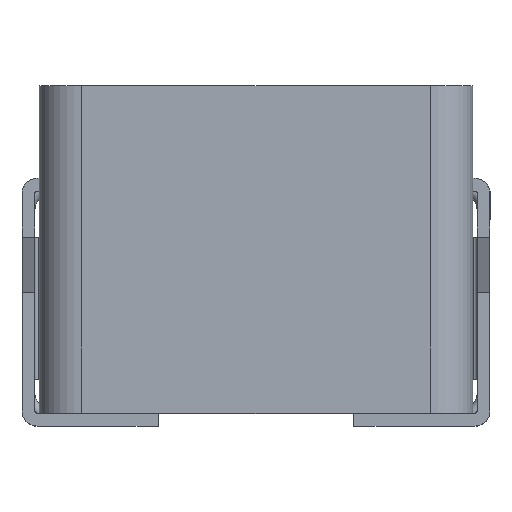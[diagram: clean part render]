
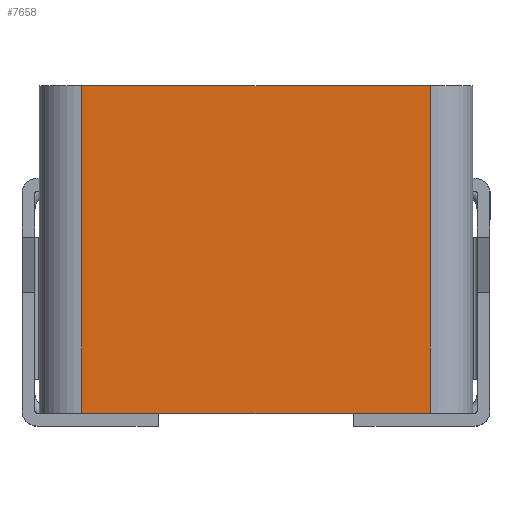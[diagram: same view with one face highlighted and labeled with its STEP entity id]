
A CAD part, top view. The second image highlights one B-rep face of the part: STEP entity #7658.
In plain terms, the highlighted planar face has unit normal (0, 0, 1).
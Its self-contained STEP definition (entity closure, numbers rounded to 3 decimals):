
#270 = VECTOR ( 'NONE', #3729, 1000. ) ;
#374 = CARTESIAN_POINT ( 'NONE',  ( 2.55, 1.09, 2.5 ) ) ;
#690 = EDGE_CURVE ( 'NONE', #3201, #1459, #7120, .T. ) ;
#838 = LINE ( 'NONE', #5700, #2574 ) ;
#1130 = DIRECTION ( 'NONE',  ( -1., 0., 0. ) ) ;
#1231 = VECTOR ( 'NONE', #6385, 1000. ) ;
#1325 = CARTESIAN_POINT ( 'NONE',  ( -2.05, 1.09, 2.5 ) ) ;
#1459 = VERTEX_POINT ( 'NONE', #2484 ) ;
#1723 = FACE_OUTER_BOUND ( 'NONE', #9338, .T. ) ;
#2484 = CARTESIAN_POINT ( 'NONE',  ( 2.05, 1.09, 2.5 ) ) ;
#2574 = VECTOR ( 'NONE', #8655, 1000. ) ;
#2646 = VERTEX_POINT ( 'NONE', #7806 ) ;
#3201 = VERTEX_POINT ( 'NONE', #5040 ) ;
#3296 = ORIENTED_EDGE ( 'NONE', *, *, #8417, .T. ) ;
#3422 = VECTOR ( 'NONE', #4960, 1000. ) ;
#3729 = DIRECTION ( 'NONE',  ( 0., 1., 0. ) ) ;
#4198 = LINE ( 'NONE', #1325, #1231 ) ;
#4693 = PLANE ( 'NONE',  #8552 ) ;
#4960 = DIRECTION ( 'NONE',  ( 1., 0., 0. ) ) ;
#5040 = CARTESIAN_POINT ( 'NONE',  ( 2.05, -2.76, 2.5 ) ) ;
#5274 = VERTEX_POINT ( 'NONE', #5415 ) ;
#5415 = CARTESIAN_POINT ( 'NONE',  ( -2.05, -2.76, 2.5 ) ) ;
#5482 = DIRECTION ( 'NONE',  ( 0., 0., -1. ) ) ;
#5614 = ORIENTED_EDGE ( 'NONE', *, *, #7888, .T. ) ;
#5658 = ORIENTED_EDGE ( 'NONE', *, *, #690, .T. ) ;
#5700 = CARTESIAN_POINT ( 'NONE',  ( 2.55, 1.09, 2.5 ) ) ;
#6385 = DIRECTION ( 'NONE',  ( 0., -1., 0. ) ) ;
#7120 = LINE ( 'NONE', #9184, #270 ) ;
#7658 = ADVANCED_FACE ( 'NONE', ( #1723 ), #4693, .F. ) ;
#7806 = CARTESIAN_POINT ( 'NONE',  ( -2.05, 1.09, 2.5 ) ) ;
#7888 = EDGE_CURVE ( 'NONE', #5274, #3201, #8997, .T. ) ;
#8417 = EDGE_CURVE ( 'NONE', #2646, #5274, #4198, .T. ) ;
#8552 = AXIS2_PLACEMENT_3D ( 'NONE', #374, #5482, #1130 ) ;
#8655 = DIRECTION ( 'NONE',  ( 1., 0., 0. ) ) ;
#8997 = LINE ( 'NONE', #9346, #3422 ) ;
#9184 = CARTESIAN_POINT ( 'NONE',  ( 2.05, 1.09, 2.5 ) ) ;
#9242 = ORIENTED_EDGE ( 'NONE', *, *, #9278, .F. ) ;
#9278 = EDGE_CURVE ( 'NONE', #2646, #1459, #838, .T. ) ;
#9338 = EDGE_LOOP ( 'NONE', ( #9242, #3296, #5614, #5658 ) ) ;
#9346 = CARTESIAN_POINT ( 'NONE',  ( -2.55, -2.76, 2.5 ) ) ;
